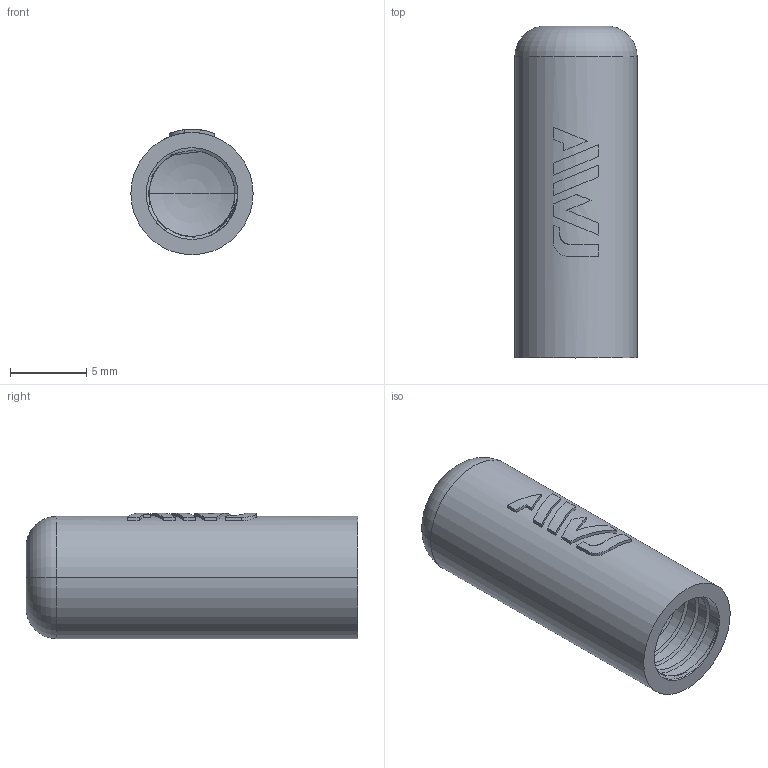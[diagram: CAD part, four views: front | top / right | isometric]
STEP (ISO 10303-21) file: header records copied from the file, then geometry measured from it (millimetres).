
FILE_DESCRIPTION(('STEP AP203'),'1');
FILE_NAME('M6.step','2023-04-10T10:46:01',(' '),(' '),'Spatial InterOp 3D',' ',' ');
FILE_SCHEMA(('CONFIG_CONTROL_DESIGN'));
Length unit declared in the file: millimetre
Products named in the file (1): 1
Bounding box: 8 x 21.7 x 8.2 mm (x, y, z)
Volume: 501.2 mm3; surface area: 1259.8 mm2
Topology: 1 solids, 2 shells, 80 faces, 214 edges, 140 vertices
Faces by surface type: plane 61, cylinder 9, torus 6, bspline 3, extrusion 1
Entity records: 5084 total; most frequent: CARTESIAN_POINT 2972, DIRECTION 469, ORIENTED_EDGE 417, EDGE_CURVE 212, AXIS2_PLACEMENT_3D 192, VERTEX_POINT 140, ELLIPSE 92, EDGE_LOOP 86
